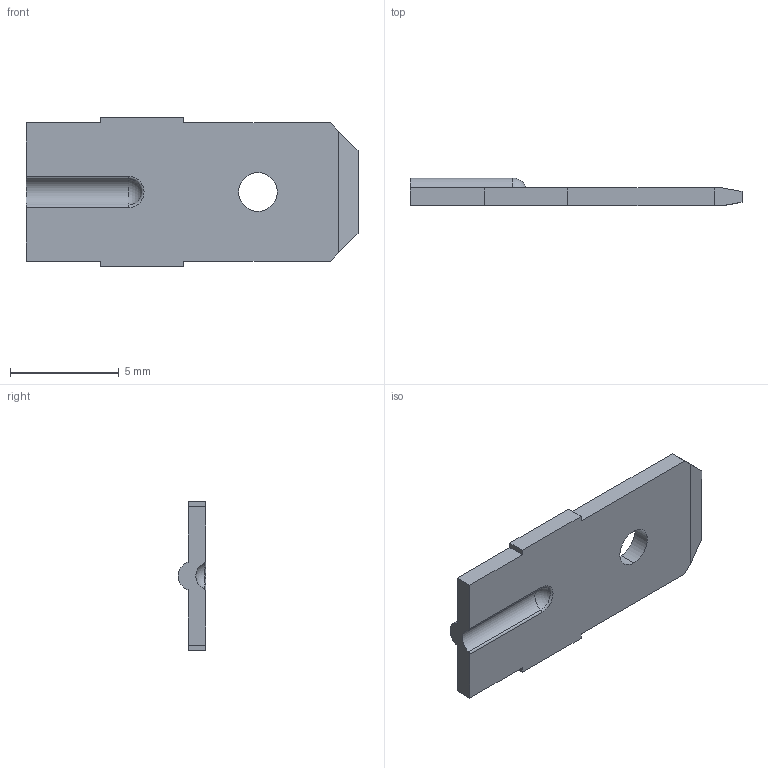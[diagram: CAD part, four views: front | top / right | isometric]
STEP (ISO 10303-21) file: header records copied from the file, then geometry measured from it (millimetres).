
FILE_DESCRIPTION (( 'STEP AP203' ), '1' );
FILE_NAME ('07891.STEP', '2015-02-18T17:13:10', ( '' ), ( '' ), 'SwSTEP 2.0', 'SolidWorks 2014', '' );
FILE_SCHEMA (( 'CONFIG_CONTROL_DESIGN' ));
Length unit declared in the file: inch
Products named in the file (1): 07891
Bounding box: 15.24 x 1.27 x 6.86 mm (x, y, z)
Volume: 76.3 mm3; surface area: 231.2 mm2
Topology: 1 solids, 1 shells, 27 faces, 73 edges, 48 vertices
Faces by surface type: plane 18, cylinder 6, sphere 2, torus 1
Entity records: 929 total; most frequent: CARTESIAN_POINT 149, ORIENTED_EDGE 146, DIRECTION 144, EDGE_CURVE 73, LINE 58, VECTOR 58, VERTEX_POINT 48, AXIS2_PLACEMENT_3D 43
